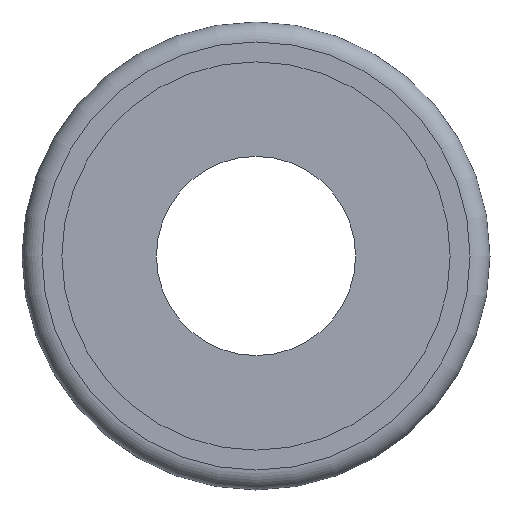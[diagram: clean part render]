
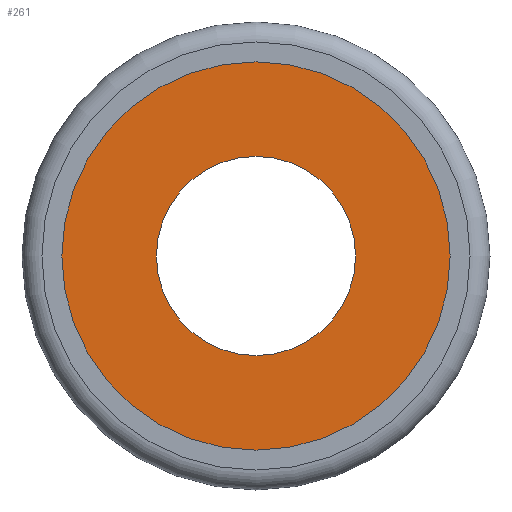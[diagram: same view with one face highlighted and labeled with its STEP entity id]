
A CAD part, front view. The second image highlights one B-rep face of the part: STEP entity #261.
In plain terms, the highlighted planar face has unit normal (0, -1, 0).
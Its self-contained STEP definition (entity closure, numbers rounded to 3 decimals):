
#82 = CYLINDRICAL_SURFACE('',#83,9.75);
#83 = AXIS2_PLACEMENT_3D('',#84,#85,#86);
#84 = CARTESIAN_POINT('',(0.,-7.83,0.)
  );
#85 = DIRECTION('',(0.,1.,0.));
#86 = DIRECTION('',(1.,0.,0.));
#153 = VERTEX_POINT('',#154);
#154 = CARTESIAN_POINT('',(9.75,-1.83,0.));
#175 = EDGE_CURVE('',#153,#153,#176,.T.);
#176 = SURFACE_CURVE('',#177,(#182,#189),.PCURVE_S1.);
#177 = CIRCLE('',#178,9.75);
#178 = AXIS2_PLACEMENT_3D('',#179,#180,#181);
#179 = CARTESIAN_POINT('',(0.,-1.83,0.)
  );
#180 = DIRECTION('',(0.,-1.,0.));
#181 = DIRECTION('',(1.,0.,0.));
#182 = PCURVE('',#82,#183);
#183 = DEFINITIONAL_REPRESENTATION('',(#184),#188);
#184 = LINE('',#185,#186);
#185 = CARTESIAN_POINT('',(-0.,6.));
#186 = VECTOR('',#187,1.);
#187 = DIRECTION('',(-1.,0.));
#188 = ( GEOMETRIC_REPRESENTATION_CONTEXT(2) 
PARAMETRIC_REPRESENTATION_CONTEXT() REPRESENTATION_CONTEXT('2D SPACE',''
  ) );
#189 = PCURVE('',#190,#195);
#190 = PLANE('',#191);
#191 = AXIS2_PLACEMENT_3D('',#192,#193,#194);
#192 = CARTESIAN_POINT('',(0.,-1.83,0.)
  );
#193 = DIRECTION('',(0.,-1.,0.));
#194 = DIRECTION('',(1.,0.,0.));
#195 = DEFINITIONAL_REPRESENTATION('',(#196),#200);
#196 = CIRCLE('',#197,9.75);
#197 = AXIS2_PLACEMENT_2D('',#198,#199);
#198 = CARTESIAN_POINT('',(0.,0.));
#199 = DIRECTION('',(1.,0.));
#200 = ( GEOMETRIC_REPRESENTATION_CONTEXT(2) 
PARAMETRIC_REPRESENTATION_CONTEXT() REPRESENTATION_CONTEXT('2D SPACE',''
  ) );
#261 = ADVANCED_FACE('',(#262,#265),#190,.T.);
#262 = FACE_BOUND('',#263,.T.);
#263 = EDGE_LOOP('',(#264));
#264 = ORIENTED_EDGE('',*,*,#175,.T.);
#265 = FACE_BOUND('',#266,.T.);
#266 = EDGE_LOOP('',(#267));
#267 = ORIENTED_EDGE('',*,*,#268,.F.);
#268 = EDGE_CURVE('',#269,#269,#271,.T.);
#269 = VERTEX_POINT('',#270);
#270 = CARTESIAN_POINT('',(5.,-1.83,0.));
#271 = SURFACE_CURVE('',#272,(#277,#284),.PCURVE_S1.);
#272 = CIRCLE('',#273,5.);
#273 = AXIS2_PLACEMENT_3D('',#274,#275,#276);
#274 = CARTESIAN_POINT('',(0.,-1.83,0.)
  );
#275 = DIRECTION('',(0.,-1.,0.));
#276 = DIRECTION('',(1.,0.,0.));
#277 = PCURVE('',#190,#278);
#278 = DEFINITIONAL_REPRESENTATION('',(#279),#283);
#279 = CIRCLE('',#280,5.);
#280 = AXIS2_PLACEMENT_2D('',#281,#282);
#281 = CARTESIAN_POINT('',(0.,0.));
#282 = DIRECTION('',(1.,0.));
#283 = ( GEOMETRIC_REPRESENTATION_CONTEXT(2) 
PARAMETRIC_REPRESENTATION_CONTEXT() REPRESENTATION_CONTEXT('2D SPACE',''
  ) );
#284 = PCURVE('',#285,#290);
#285 = CYLINDRICAL_SURFACE('',#286,5.);
#286 = AXIS2_PLACEMENT_3D('',#287,#288,#289);
#287 = CARTESIAN_POINT('',(0.,-1.83,0.)
  );
#288 = DIRECTION('',(0.,1.,0.));
#289 = DIRECTION('',(1.,0.,0.));
#290 = DEFINITIONAL_REPRESENTATION('',(#291),#295);
#291 = LINE('',#292,#293);
#292 = CARTESIAN_POINT('',(-0.,0.));
#293 = VECTOR('',#294,1.);
#294 = DIRECTION('',(-1.,0.));
#295 = ( GEOMETRIC_REPRESENTATION_CONTEXT(2) 
PARAMETRIC_REPRESENTATION_CONTEXT() REPRESENTATION_CONTEXT('2D SPACE',''
  ) );
